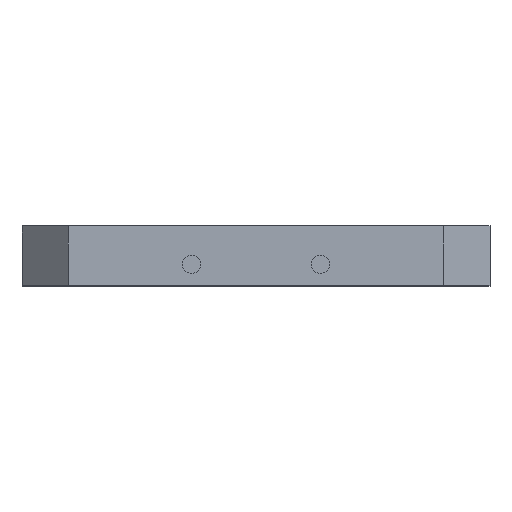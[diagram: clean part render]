
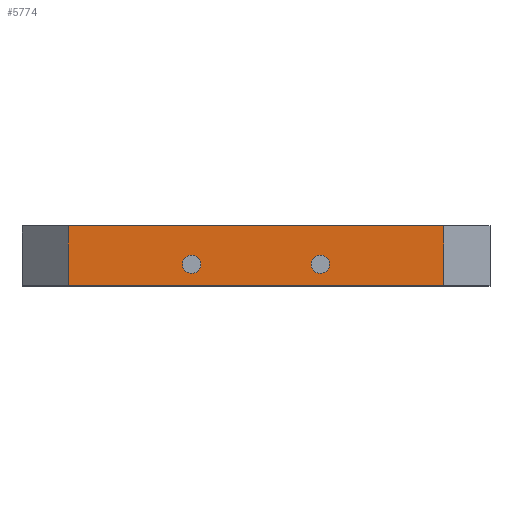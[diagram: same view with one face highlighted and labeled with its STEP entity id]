
A CAD part, top view. The second image highlights one B-rep face of the part: STEP entity #5774.
In plain terms, the highlighted planar face has unit normal (0, 0, 1).
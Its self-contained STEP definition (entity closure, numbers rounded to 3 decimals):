
#3490=CARTESIAN_POINT('POINT275',(-2.475,0.709,7.874));
#3491=VERTEX_POINT('VERTEX275',#3490);
#3498=CARTESIAN_POINT('POINT276',(-1.855,0.709,7.874));
#3499=VERTEX_POINT('VERTEX276',#3498);
#3500=CARTESIAN_POINT('POS339',(-2.165,0.709,7.874));
#3501=DIRECTION('DIR552',(0.,0.,-1.));
#3502=DIRECTION('DIR553',(1.,0.,0.));
#3503=AXIS2_PLACEMENT_3D('AXIS214',#3500,#3501,#3502);
#3504=CIRCLE('ELLIPSE138',#3503,0.31);
#3505=EDGE_CURVE('EDGE400',#3499,#3491,#3504,.T.);
#3525=EDGE_CURVE('EDGE402',#3491,#3499,#3504,.T.);
#3530=CARTESIAN_POINT('POINT277',(2.475,0.709,7.874));
#3531=VERTEX_POINT('VERTEX277',#3530);
#3539=CARTESIAN_POINT('POINT278',(1.855,0.709,7.874));
#3540=VERTEX_POINT('VERTEX278',#3539);
#3547=CARTESIAN_POINT('POS344',(2.165,0.709,7.874));
#3548=DIRECTION('DIR559',(0.,0.,1.));
#3549=DIRECTION('DIR560',(1.,0.,0.));
#3550=AXIS2_PLACEMENT_3D('AXIS216',#3547,#3548,#3549);
#3551=CIRCLE('ELLIPSE139',#3550,0.31);
#3552=EDGE_CURVE('EDGE405',#3540,#3531,#3551,.T.);
#3563=EDGE_CURVE('EDGE406',#3531,#3540,#3551,.T.);
#3860=CARTESIAN_POINT('POINT287',(-6.313,2.,7.874));
#3861=VERTEX_POINT('VERTEX287',#3860);
#3868=CARTESIAN_POINT('POINT288',(6.313,2.,7.874));
#3869=VERTEX_POINT('VERTEX288',#3868);
#3870=CARTESIAN_POINT('POS356',(-6.313,2.,7.874));
#3871=DIRECTION('DIR575',(-1.,0.,0.));
#3872=VECTOR('VEC137',#3871,1.);
#3873=LINE('STRAIGHT137',#3870,#3872);
#3874=EDGE_CURVE('EDGE417',#3869,#3861,#3873,.T.);
#5719=CARTESIAN_POINT('POINT416',(-6.313,0.,7.874));
#5720=VERTEX_POINT('VERTEX416',#5719);
#5727=CARTESIAN_POINT('POS517',(-6.313,0.,7.874));
#5728=DIRECTION('DIR863',(0.,-1.,0.));
#5729=VECTOR('VEC171',#5728,1.);
#5730=LINE('STRAIGHT171',#5727,#5729);
#5731=EDGE_CURVE('EDGE573',#3861,#5720,#5730,.T.);
#5743=CARTESIAN_POINT('POINT417',(6.313,0.,7.874));
#5744=VERTEX_POINT('VERTEX417',#5743);
#5745=CARTESIAN_POINT('POS519',(-6.313,0.,7.874));
#5746=DIRECTION('DIR866',(-1.,0.,0.));
#5747=VECTOR('VEC172',#5746,1.);
#5748=LINE('STRAIGHT172',#5745,#5747);
#5749=EDGE_CURVE('EDGE574',#5744,#5720,#5748,.T.);
#5750=ORIENTED_EDGE('COEDGE1009',*,*,#5749,.F.);
#5751=CARTESIAN_POINT('POS520',(6.313,0.,7.874));
#5752=DIRECTION('DIR867',(0.,-1.,0.));
#5753=VECTOR('VEC173',#5752,1.);
#5754=LINE('STRAIGHT173',#5751,#5753);
#5755=EDGE_CURVE('EDGE575',#3869,#5744,#5754,.T.);
#5756=ORIENTED_EDGE('COEDGE1010',*,*,#5755,.F.);
#5757=ORIENTED_EDGE('COEDGE1011',*,*,#3874,.T.);
#5758=ORIENTED_EDGE('COEDGE1012',*,*,#5731,.T.);
#5759=EDGE_LOOP('NONE',(#5750,#5756,#5757,#5758));
#5760=FACE_BOUND('LOOP1',#5759,.T.);
#5761=ORIENTED_EDGE('COEDGE1013',*,*,#3563,.F.);
#5762=ORIENTED_EDGE('COEDGE1014',*,*,#3552,.F.);
#5763=EDGE_LOOP('NONE',(#5761,#5762));
#5764=FACE_BOUND('LOOP1',#5763,.T.);
#5765=ORIENTED_EDGE('COEDGE1015',*,*,#3525,.T.);
#5766=ORIENTED_EDGE('COEDGE1016',*,*,#3505,.T.);
#5767=EDGE_LOOP('NONE',(#5765,#5766));
#5768=FACE_BOUND('LOOP1',#5767,.T.);
#5769=CARTESIAN_POINT('POS521',(-6.313,0.,7.874));
#5770=DIRECTION('DIR868',(0.,0.,1.));
#5771=DIRECTION('DIR869',(1.,0.,0.));
#5772=AXIS2_PLACEMENT_3D('AXIS348',#5769,#5770,#5771);
#5773=PLANE('PLANE71',#5772);
#5774=ADVANCED_FACE('FACE223',(#5760,#5764,#5768),#5773,.T.);
